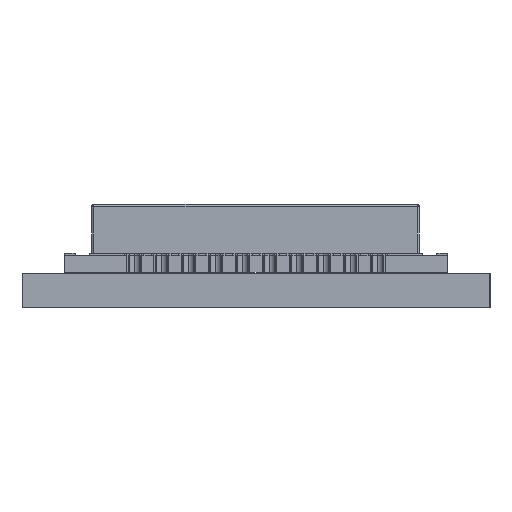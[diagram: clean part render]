
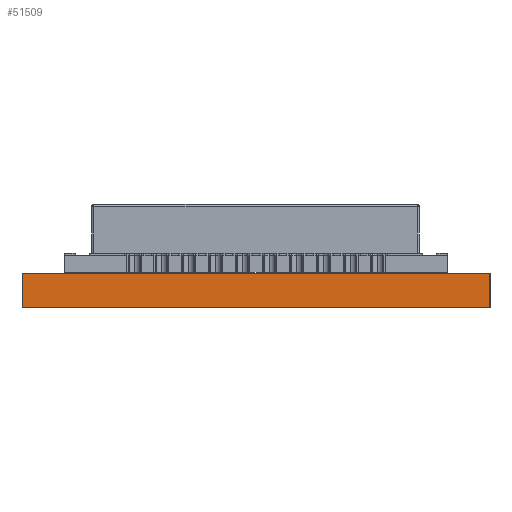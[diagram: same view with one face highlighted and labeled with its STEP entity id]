
A CAD part, left-side view. The second image highlights one B-rep face of the part: STEP entity #51509.
In plain terms, the highlighted planar face has unit normal (-1, 0, 0).
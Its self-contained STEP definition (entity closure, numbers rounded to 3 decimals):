
#51328 = PLANE('',#51329);
#51329 = AXIS2_PLACEMENT_3D('',#51330,#51331,#51332);
#51330 = CARTESIAN_POINT('',(150.,-72.,0.));
#51331 = DIRECTION('',(0.,-1.,0.));
#51332 = DIRECTION('',(-1.,0.,0.));
#51353 = VERTEX_POINT('',#51354);
#51354 = CARTESIAN_POINT('',(50.,-72.,1.6));
#51368 = PLANE('',#51369);
#51369 = AXIS2_PLACEMENT_3D('',#51370,#51371,#51372);
#51370 = CARTESIAN_POINT('',(100.,-61.,1.6));
#51371 = DIRECTION('',(-0.,-0.,-1.));
#51372 = DIRECTION('',(-1.,0.,0.));
#51380 = EDGE_CURVE('',#51381,#51353,#51383,.T.);
#51381 = VERTEX_POINT('',#51382);
#51382 = CARTESIAN_POINT('',(50.,-72.,0.));
#51383 = SURFACE_CURVE('',#51384,(#51388,#51395),.PCURVE_S1.);
#51384 = LINE('',#51385,#51386);
#51385 = CARTESIAN_POINT('',(50.,-72.,0.));
#51386 = VECTOR('',#51387,1.);
#51387 = DIRECTION('',(0.,0.,1.));
#51388 = PCURVE('',#51328,#51389);
#51389 = DEFINITIONAL_REPRESENTATION('',(#51390),#51394);
#51390 = LINE('',#51391,#51392);
#51391 = CARTESIAN_POINT('',(100.,0.));
#51392 = VECTOR('',#51393,1.);
#51393 = DIRECTION('',(0.,-1.));
#51394 = ( GEOMETRIC_REPRESENTATION_CONTEXT(2) 
PARAMETRIC_REPRESENTATION_CONTEXT() REPRESENTATION_CONTEXT('2D SPACE',''
  ) );
#51395 = PCURVE('',#51396,#51401);
#51396 = PLANE('',#51397);
#51397 = AXIS2_PLACEMENT_3D('',#51398,#51399,#51400);
#51398 = CARTESIAN_POINT('',(50.,-72.,0.));
#51399 = DIRECTION('',(-1.,0.,0.));
#51400 = DIRECTION('',(0.,1.,0.));
#51401 = DEFINITIONAL_REPRESENTATION('',(#51402),#51406);
#51402 = LINE('',#51403,#51404);
#51403 = CARTESIAN_POINT('',(0.,0.));
#51404 = VECTOR('',#51405,1.);
#51405 = DIRECTION('',(0.,-1.));
#51406 = ( GEOMETRIC_REPRESENTATION_CONTEXT(2) 
PARAMETRIC_REPRESENTATION_CONTEXT() REPRESENTATION_CONTEXT('2D SPACE',''
  ) );
#51422 = PLANE('',#51423);
#51423 = AXIS2_PLACEMENT_3D('',#51424,#51425,#51426);
#51424 = CARTESIAN_POINT('',(100.,-61.,0.));
#51425 = DIRECTION('',(-0.,-0.,-1.));
#51426 = DIRECTION('',(-1.,0.,0.));
#51455 = PLANE('',#51456);
#51456 = AXIS2_PLACEMENT_3D('',#51457,#51458,#51459);
#51457 = CARTESIAN_POINT('',(50.,-50.,0.));
#51458 = DIRECTION('',(0.,1.,0.));
#51459 = DIRECTION('',(1.,0.,0.));
#51509 = ADVANCED_FACE('',(#51510),#51396,.T.);
#51510 = FACE_BOUND('',#51511,.T.);
#51511 = EDGE_LOOP('',(#51512,#51513,#51536,#51559));
#51512 = ORIENTED_EDGE('',*,*,#51380,.T.);
#51513 = ORIENTED_EDGE('',*,*,#51514,.T.);
#51514 = EDGE_CURVE('',#51353,#51515,#51517,.T.);
#51515 = VERTEX_POINT('',#51516);
#51516 = CARTESIAN_POINT('',(50.,-50.,1.6));
#51517 = SURFACE_CURVE('',#51518,(#51522,#51529),.PCURVE_S1.);
#51518 = LINE('',#51519,#51520);
#51519 = CARTESIAN_POINT('',(50.,-72.,1.6));
#51520 = VECTOR('',#51521,1.);
#51521 = DIRECTION('',(0.,1.,0.));
#51522 = PCURVE('',#51396,#51523);
#51523 = DEFINITIONAL_REPRESENTATION('',(#51524),#51528);
#51524 = LINE('',#51525,#51526);
#51525 = CARTESIAN_POINT('',(0.,-1.6));
#51526 = VECTOR('',#51527,1.);
#51527 = DIRECTION('',(1.,0.));
#51528 = ( GEOMETRIC_REPRESENTATION_CONTEXT(2) 
PARAMETRIC_REPRESENTATION_CONTEXT() REPRESENTATION_CONTEXT('2D SPACE',''
  ) );
#51529 = PCURVE('',#51368,#51530);
#51530 = DEFINITIONAL_REPRESENTATION('',(#51531),#51535);
#51531 = LINE('',#51532,#51533);
#51532 = CARTESIAN_POINT('',(50.,-11.));
#51533 = VECTOR('',#51534,1.);
#51534 = DIRECTION('',(0.,1.));
#51535 = ( GEOMETRIC_REPRESENTATION_CONTEXT(2) 
PARAMETRIC_REPRESENTATION_CONTEXT() REPRESENTATION_CONTEXT('2D SPACE',''
  ) );
#51536 = ORIENTED_EDGE('',*,*,#51537,.F.);
#51537 = EDGE_CURVE('',#51538,#51515,#51540,.T.);
#51538 = VERTEX_POINT('',#51539);
#51539 = CARTESIAN_POINT('',(50.,-50.,0.));
#51540 = SURFACE_CURVE('',#51541,(#51545,#51552),.PCURVE_S1.);
#51541 = LINE('',#51542,#51543);
#51542 = CARTESIAN_POINT('',(50.,-50.,0.));
#51543 = VECTOR('',#51544,1.);
#51544 = DIRECTION('',(0.,0.,1.));
#51545 = PCURVE('',#51396,#51546);
#51546 = DEFINITIONAL_REPRESENTATION('',(#51547),#51551);
#51547 = LINE('',#51548,#51549);
#51548 = CARTESIAN_POINT('',(22.,0.));
#51549 = VECTOR('',#51550,1.);
#51550 = DIRECTION('',(0.,-1.));
#51551 = ( GEOMETRIC_REPRESENTATION_CONTEXT(2) 
PARAMETRIC_REPRESENTATION_CONTEXT() REPRESENTATION_CONTEXT('2D SPACE',''
  ) );
#51552 = PCURVE('',#51455,#51553);
#51553 = DEFINITIONAL_REPRESENTATION('',(#51554),#51558);
#51554 = LINE('',#51555,#51556);
#51555 = CARTESIAN_POINT('',(0.,0.));
#51556 = VECTOR('',#51557,1.);
#51557 = DIRECTION('',(0.,-1.));
#51558 = ( GEOMETRIC_REPRESENTATION_CONTEXT(2) 
PARAMETRIC_REPRESENTATION_CONTEXT() REPRESENTATION_CONTEXT('2D SPACE',''
  ) );
#51559 = ORIENTED_EDGE('',*,*,#51560,.F.);
#51560 = EDGE_CURVE('',#51381,#51538,#51561,.T.);
#51561 = SURFACE_CURVE('',#51562,(#51566,#51573),.PCURVE_S1.);
#51562 = LINE('',#51563,#51564);
#51563 = CARTESIAN_POINT('',(50.,-72.,0.));
#51564 = VECTOR('',#51565,1.);
#51565 = DIRECTION('',(0.,1.,0.));
#51566 = PCURVE('',#51396,#51567);
#51567 = DEFINITIONAL_REPRESENTATION('',(#51568),#51572);
#51568 = LINE('',#51569,#51570);
#51569 = CARTESIAN_POINT('',(0.,0.));
#51570 = VECTOR('',#51571,1.);
#51571 = DIRECTION('',(1.,0.));
#51572 = ( GEOMETRIC_REPRESENTATION_CONTEXT(2) 
PARAMETRIC_REPRESENTATION_CONTEXT() REPRESENTATION_CONTEXT('2D SPACE',''
  ) );
#51573 = PCURVE('',#51422,#51574);
#51574 = DEFINITIONAL_REPRESENTATION('',(#51575),#51579);
#51575 = LINE('',#51576,#51577);
#51576 = CARTESIAN_POINT('',(50.,-11.));
#51577 = VECTOR('',#51578,1.);
#51578 = DIRECTION('',(0.,1.));
#51579 = ( GEOMETRIC_REPRESENTATION_CONTEXT(2) 
PARAMETRIC_REPRESENTATION_CONTEXT() REPRESENTATION_CONTEXT('2D SPACE',''
  ) );
